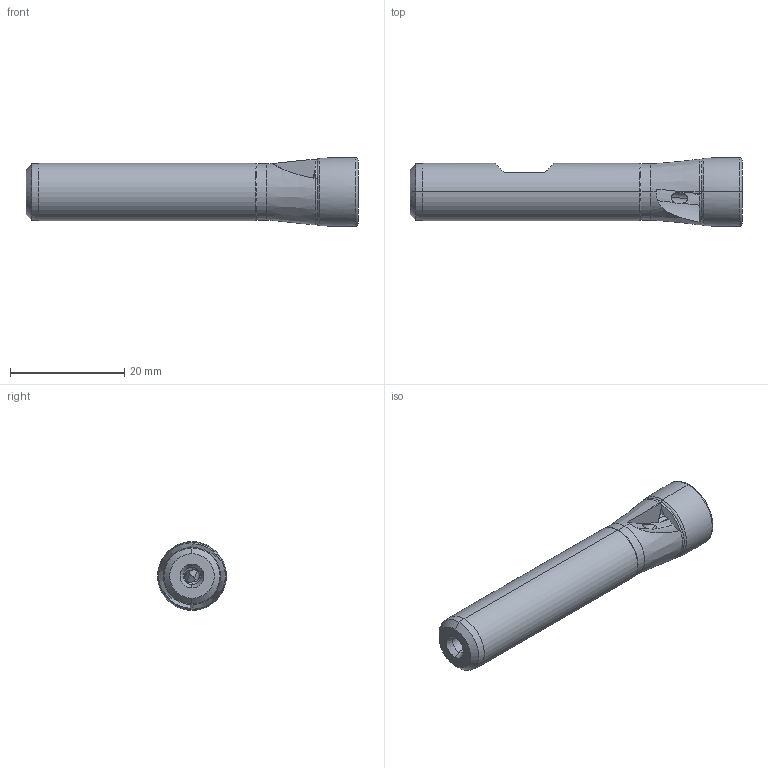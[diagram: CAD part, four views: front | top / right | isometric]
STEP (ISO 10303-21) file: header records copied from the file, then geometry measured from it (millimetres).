
FILE_DESCRIPTION (( 'STEP AP214' ), '1' );
FILE_NAME ('90PP-12-18-63-2.STEP', '2012-01-06T13:16:03', ( '' ), ( '' ), 'SwSTEP 2.0', 'SolidWorks 2011', '' );
FILE_SCHEMA (( 'AUTOMOTIVE_DESIGN' ));
Length unit declared in the file: millimetre
Products named in the file (1): 90PP-12-18-63-2
Bounding box: 58 x 12 x 12 mm (x, y, z)
Volume: 4291.9 mm3; surface area: 2668.2 mm2
Topology: 1 solids, 1 shells, 89 faces, 251 edges, 157 vertices
Faces by surface type: cone 30, plane 30, cylinder 17, torus 10, bspline 2
Entity records: 3211 total; most frequent: CARTESIAN_POINT 1017, ORIENTED_EDGE 502, DIRECTION 409, EDGE_CURVE 251, AXIS2_PLACEMENT_3D 165, VERTEX_POINT 157, EDGE_LOOP 94, ADVANCED_FACE 89
